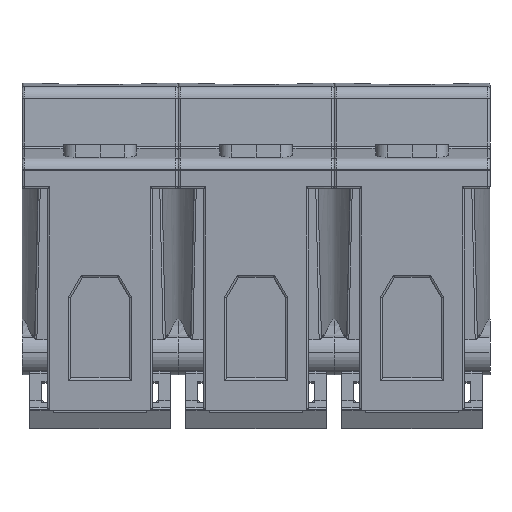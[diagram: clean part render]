
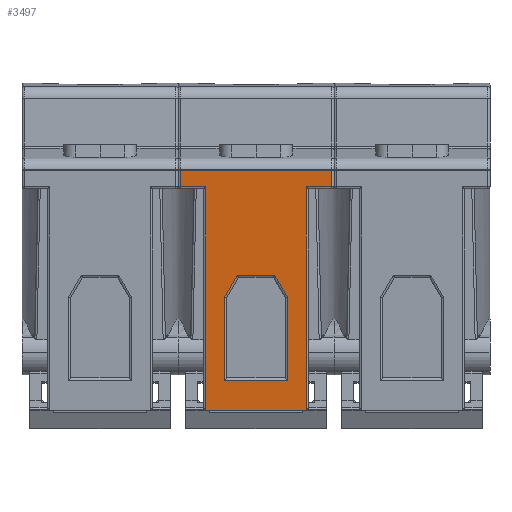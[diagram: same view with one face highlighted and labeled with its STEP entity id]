
A CAD part, front view. The second image highlights one B-rep face of the part: STEP entity #3497.
In plain terms, the highlighted planar face has unit normal (0, -0.996, -0.087).
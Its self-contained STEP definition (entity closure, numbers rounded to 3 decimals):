
#3497=ADVANCED_FACE('',(#7839,#7840),#7841,.T.);
#7839=FACE_BOUND('',#13399,.T.);
#7840=FACE_OUTER_BOUND('',#13400,.T.);
#7841=PLANE('',#13401);
#13399=EDGE_LOOP('',(#23486,#23487,#23488,#23489,#23490,#23491));
#13400=EDGE_LOOP('',(#23492,#23493,#23494,#23495,#23496,#23497,#23498,#23499));
#13401=AXIS2_PLACEMENT_3D('',#23500,#23501,#23502);
#23486=ORIENTED_EDGE('',*,*,#35806,.T.);
#23487=ORIENTED_EDGE('',*,*,#35807,.T.);
#23488=ORIENTED_EDGE('',*,*,#35808,.T.);
#23489=ORIENTED_EDGE('',*,*,#35166,.T.);
#23490=ORIENTED_EDGE('',*,*,#35809,.T.);
#23491=ORIENTED_EDGE('',*,*,#35810,.T.);
#23492=ORIENTED_EDGE('',*,*,#35811,.T.);
#23493=ORIENTED_EDGE('',*,*,#35812,.T.);
#23494=ORIENTED_EDGE('',*,*,#35813,.F.);
#23495=ORIENTED_EDGE('',*,*,#35814,.T.);
#23496=ORIENTED_EDGE('',*,*,#35815,.T.);
#23497=ORIENTED_EDGE('',*,*,#35816,.T.);
#23498=ORIENTED_EDGE('',*,*,#35243,.T.);
#23499=ORIENTED_EDGE('',*,*,#35817,.T.);
#23500=CARTESIAN_POINT('',(53.2,3.588,3.1));
#23501=DIRECTION('',(-0.0,-0.996,-0.087));
#23502=DIRECTION('',(-1.0,0.0,0.0));
#35166=EDGE_CURVE('',#42434,#42432,#42435,.T.);
#35243=EDGE_CURVE('',#42546,#42563,#42568,.T.);
#35806=EDGE_CURVE('',#43471,#43472,#43473,.T.);
#35807=EDGE_CURVE('',#43472,#43474,#43475,.T.);
#35808=EDGE_CURVE('',#43474,#42434,#43476,.T.);
#35809=EDGE_CURVE('',#42432,#43477,#43478,.T.);
#35810=EDGE_CURVE('',#43477,#43471,#43479,.T.);
#35811=EDGE_CURVE('',#43480,#43481,#43482,.T.);
#35812=EDGE_CURVE('',#43481,#43483,#43484,.T.);
#35813=EDGE_CURVE('',#43485,#43483,#43486,.T.);
#35814=EDGE_CURVE('',#43485,#43487,#43488,.T.);
#35815=EDGE_CURVE('',#43487,#43489,#43490,.T.);
#35816=EDGE_CURVE('',#43489,#42546,#43491,.T.);
#35817=EDGE_CURVE('',#42563,#43480,#43492,.T.);
#42432=VERTEX_POINT('',#53855);
#42434=VERTEX_POINT('',#53857);
#42435=LINE('',#53858,#53859);
#42546=VERTEX_POINT('',#54020);
#42563=VERTEX_POINT('',#54037);
#42568=LINE('',#54043,#54044);
#43471=VERTEX_POINT('',#55710);
#43472=VERTEX_POINT('',#55711);
#43473=LINE('',#55712,#55713);
#43474=VERTEX_POINT('',#55714);
#43475=LINE('',#55715,#55716);
#43476=LINE('',#55717,#55718);
#43477=VERTEX_POINT('',#55719);
#43478=LINE('',#55720,#55721);
#43479=LINE('',#55722,#55723);
#43480=VERTEX_POINT('',#55724);
#43481=VERTEX_POINT('',#55725);
#43482=LINE('',#55726,#55727);
#43483=VERTEX_POINT('',#55728);
#43484=LINE('',#55729,#55730);
#43485=VERTEX_POINT('',#55731);
#43486=LINE('',#55732,#55733);
#43487=VERTEX_POINT('',#55734);
#43488=LINE('',#55735,#55736);
#43489=VERTEX_POINT('',#55737);
#43490=LINE('',#55738,#55739);
#43491=LINE('',#55740,#55741);
#43492=LINE('',#55742,#55743);
#53855=CARTESIAN_POINT('',(34.5,3.135,8.28));
#53857=CARTESIAN_POINT('',(45.3,3.135,8.28));
#53858=CARTESIAN_POINT('',(34.9,3.135,8.28));
#53859=VECTOR('',#67360,1.0);
#54020=CARTESIAN_POINT('',(52.8,0.005,44.048));
#54037=CARTESIAN_POINT('',(27.,0.005,44.048));
#54043=CARTESIAN_POINT('',(53.2,0.005,44.048));
#54044=VECTOR('',#67517,1.0);
#55710=CARTESIAN_POINT('',(36.698,1.566,26.212));
#55711=CARTESIAN_POINT('',(43.102,1.566,26.212));
#55712=CARTESIAN_POINT('',(42.871,1.566,26.212));
#55713=VECTOR('',#68272,1.0);
#55714=CARTESIAN_POINT('',(45.3,1.896,22.434));
#55715=CARTESIAN_POINT('',(45.246,1.888,22.526));
#55716=VECTOR('',#68273,1.0);
#55717=CARTESIAN_POINT('',(45.3,3.1,8.679));
#55718=VECTOR('',#68274,1.0);
#55719=CARTESIAN_POINT('',(34.5,1.896,22.434));
#55720=CARTESIAN_POINT('',(34.5,1.906,22.327));
#55721=VECTOR('',#68275,1.0);
#55722=CARTESIAN_POINT('',(36.583,1.583,26.013));
#55723=VECTOR('',#68276,1.0);
#55724=CARTESIAN_POINT('',(27.,0.246,41.291));
#55725=CARTESIAN_POINT('',(31.3,0.246,41.291));
#55726=CARTESIAN_POINT('',(53.2,0.246,41.291));
#55727=VECTOR('',#68277,1.0);
#55728=CARTESIAN_POINT('',(31.3,3.588,3.1));
#55729=CARTESIAN_POINT('',(31.3,3.588,3.1));
#55730=VECTOR('',#68278,1.0);
#55731=CARTESIAN_POINT('',(48.5,3.588,3.1));
#55732=CARTESIAN_POINT('',(53.2,3.588,3.1));
#55733=VECTOR('',#68279,1.0);
#55734=CARTESIAN_POINT('',(48.5,0.246,41.291));
#55735=CARTESIAN_POINT('',(48.5,3.588,3.1));
#55736=VECTOR('',#68280,1.0);
#55737=CARTESIAN_POINT('',(52.8,0.246,41.291));
#55738=CARTESIAN_POINT('',(53.2,0.246,41.291));
#55739=VECTOR('',#68281,1.0);
#55740=CARTESIAN_POINT('',(52.8,3.588,3.1));
#55741=VECTOR('',#68282,1.0);
#55742=CARTESIAN_POINT('',(27.,0.288,40.816));
#55743=VECTOR('',#68283,1.0);
#67360=DIRECTION('',(-1.0,0.0,0.0));
#67517=DIRECTION('',(-1.0,0.0,0.0));
#68272=DIRECTION('',(1.0,0.0,0.0));
#68273=DIRECTION('',(0.502,0.075,-0.862));
#68274=DIRECTION('',(0.0,0.087,-0.996));
#68275=DIRECTION('',(0.0,-0.087,0.996));
#68276=DIRECTION('',(0.502,-0.075,0.862));
#68277=DIRECTION('',(1.0,0.0,0.0));
#68278=DIRECTION('',(0.0,0.087,-0.996));
#68279=DIRECTION('',(-1.0,0.0,0.0));
#68280=DIRECTION('',(0.0,-0.087,0.996));
#68281=DIRECTION('',(1.0,0.0,0.0));
#68282=DIRECTION('',(0.0,-0.087,0.996));
#68283=DIRECTION('',(0.0,0.087,-0.996));
